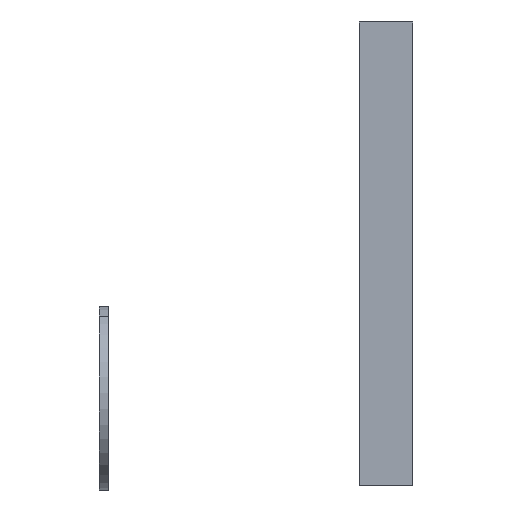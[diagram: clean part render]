
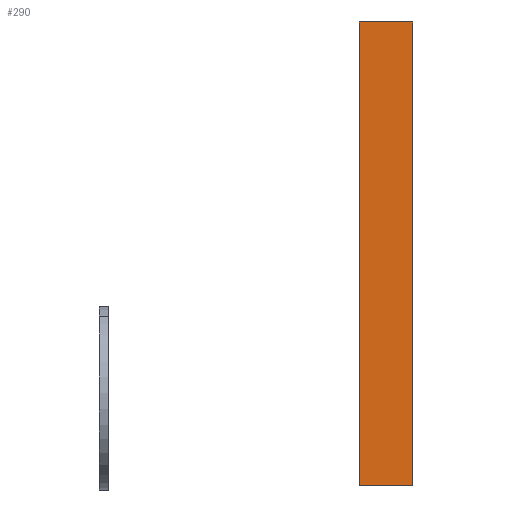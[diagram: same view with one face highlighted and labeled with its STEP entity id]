
A CAD part, left-side view. The second image highlights one B-rep face of the part: STEP entity #290.
In plain terms, the highlighted planar face has unit normal (-1, 0, 0).
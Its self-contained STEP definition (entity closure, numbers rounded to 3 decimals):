
#12 = VERTEX_POINT ( 'NONE', #739 ) ;
#14 = LINE ( 'NONE', #619, #192 ) ;
#62 = VECTOR ( 'NONE', #904, 1000. ) ;
#72 = EDGE_CURVE ( 'NONE', #150, #163, #982, .T. ) ;
#75 = EDGE_LOOP ( 'NONE', ( #975, #555, #140, #1093 ) ) ;
#86 = PLANE ( 'NONE',  #600 ) ;
#129 = EDGE_CURVE ( 'NONE', #535, #12, #1100, .T. ) ;
#138 = DIRECTION ( 'NONE',  ( 0., 1., 0. ) ) ;
#140 = ORIENTED_EDGE ( 'NONE', *, *, #72, .F. ) ;
#150 = VERTEX_POINT ( 'NONE', #493 ) ;
#163 = VERTEX_POINT ( 'NONE', #936 ) ;
#166 = DIRECTION ( 'NONE',  ( 1., 0., 0. ) ) ;
#189 = VECTOR ( 'NONE', #456, 1000. ) ;
#192 = VECTOR ( 'NONE', #984, 1000. ) ;
#199 = CARTESIAN_POINT ( 'NONE',  ( -18.15, 7.3, -63. ) ) ;
#205 = VECTOR ( 'NONE', #138, 1000. ) ;
#251 = CARTESIAN_POINT ( 'NONE',  ( -18.15, 0., -61. ) ) ;
#290 = ADVANCED_FACE ( 'NONE', ( #810 ), #86, .F. ) ;
#318 = CARTESIAN_POINT ( 'NONE',  ( -18.15, 0., 0. ) ) ;
#456 = DIRECTION ( 'NONE',  ( 0., 0., 1. ) ) ;
#466 = CARTESIAN_POINT ( 'NONE',  ( -18.15, 7.3, -61. ) ) ;
#493 = CARTESIAN_POINT ( 'NONE',  ( -18.15, 0., -63. ) ) ;
#535 = VERTEX_POINT ( 'NONE', #973 ) ;
#555 = ORIENTED_EDGE ( 'NONE', *, *, #582, .F. ) ;
#582 = EDGE_CURVE ( 'NONE', #163, #12, #742, .T. ) ;
#600 = AXIS2_PLACEMENT_3D ( 'NONE', #251, #166, #1033 ) ;
#619 = CARTESIAN_POINT ( 'NONE',  ( -18.15, 0., -61. ) ) ;
#739 = CARTESIAN_POINT ( 'NONE',  ( -18.15, 7.3, 0. ) ) ;
#742 = LINE ( 'NONE', #466, #189 ) ;
#810 = FACE_OUTER_BOUND ( 'NONE', #75, .T. ) ;
#904 = DIRECTION ( 'NONE',  ( 0., 1., 0. ) ) ;
#936 = CARTESIAN_POINT ( 'NONE',  ( -18.15, 7.3, -63. ) ) ;
#973 = CARTESIAN_POINT ( 'NONE',  ( -18.15, 0., 0. ) ) ;
#975 = ORIENTED_EDGE ( 'NONE', *, *, #129, .T. ) ;
#982 = LINE ( 'NONE', #199, #62 ) ;
#983 = EDGE_CURVE ( 'NONE', #150, #535, #14, .T. ) ;
#984 = DIRECTION ( 'NONE',  ( 0., 0., 1. ) ) ;
#1033 = DIRECTION ( 'NONE',  ( 0., 0., -1. ) ) ;
#1093 = ORIENTED_EDGE ( 'NONE', *, *, #983, .T. ) ;
#1100 = LINE ( 'NONE', #318, #205 ) ;
